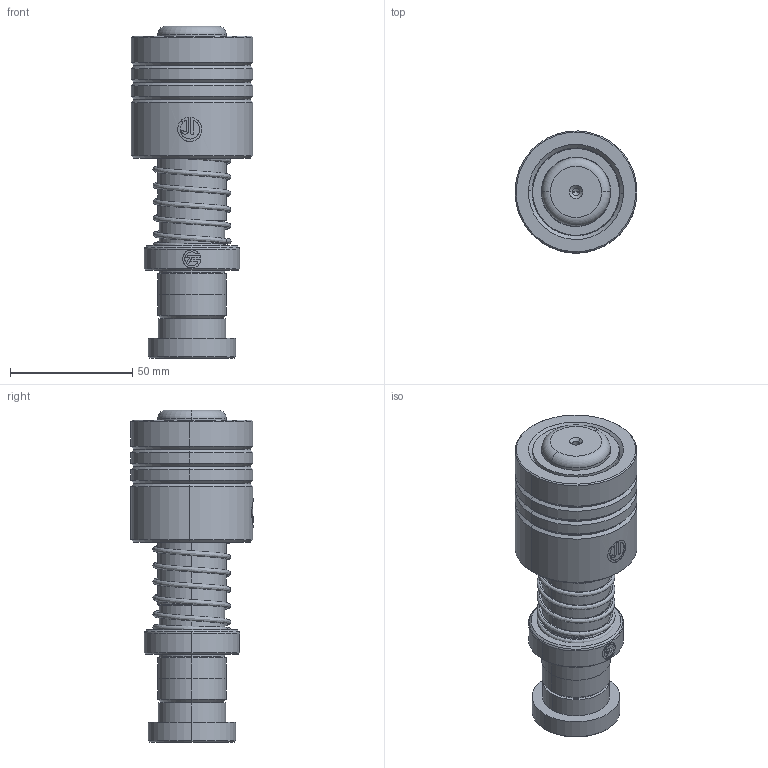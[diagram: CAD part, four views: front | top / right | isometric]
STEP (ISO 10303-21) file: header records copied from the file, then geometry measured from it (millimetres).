
FILE_DESCRIPTION (( 'STEP AP214' ), '1' );
FILE_NAME ('HBSH(HBJH)-D28-L100(BL-50).STEP', '2024-10-07T02:04:34', ( '111' ), ( '21222' ), 'SwSTEP 2.0', 'SolidWorks 2020', '' );
FILE_SCHEMA (( 'AUTOMOTIVE_DESIGN' ));
Length unit declared in the file: millimetre
Products named in the file (8): TRP-D28-L100; TBB-D50-d36-L60; HBSH(HBJH)-D28-L100(BL-50); BALL-D4; BSH-D35.5-28.5-L60郪蚾; BSH-35.5-28.5-L60; HWP-D31.3-d28.5-L40; DRP蹟簽D28
Assembly tree (174 placements, depth 3):
  HBSH(HBJH)-D28-L100(BL-50)
    TRP-D28-L100
    DRP蹟簽D28
    TBB-D50-d36-L60
    BSH-D35.5-28.5-L60郪蚾
      BSH-35.5-28.5-L60
      BALL-D4  x168
    HWP-D31.3-d28.5-L40
Bounding box: 49.97 x 49.98 x 136 mm (x, y, z)
Volume: 149433.3 mm3; surface area: 63835.3 mm2
Topology: 173 solids, 173 shells, 844 faces, 3470 edges, 2296 vertices
Faces by surface type: sphere 672, cylinder 43, cone 40, bspline 37, plane 28, torus 24
Entity records: 39096 total; most frequent: CARTESIAN_POINT 24980, ORIENTED_EDGE 2890, DIRECTION 2434, EDGE_CURVE 1445, AXIS2_PLACEMENT_3D 1165, VERTEX_POINT 940, EDGE_LOOP 845, B_SPLINE_CURVE_WITH_KNOTS 828
